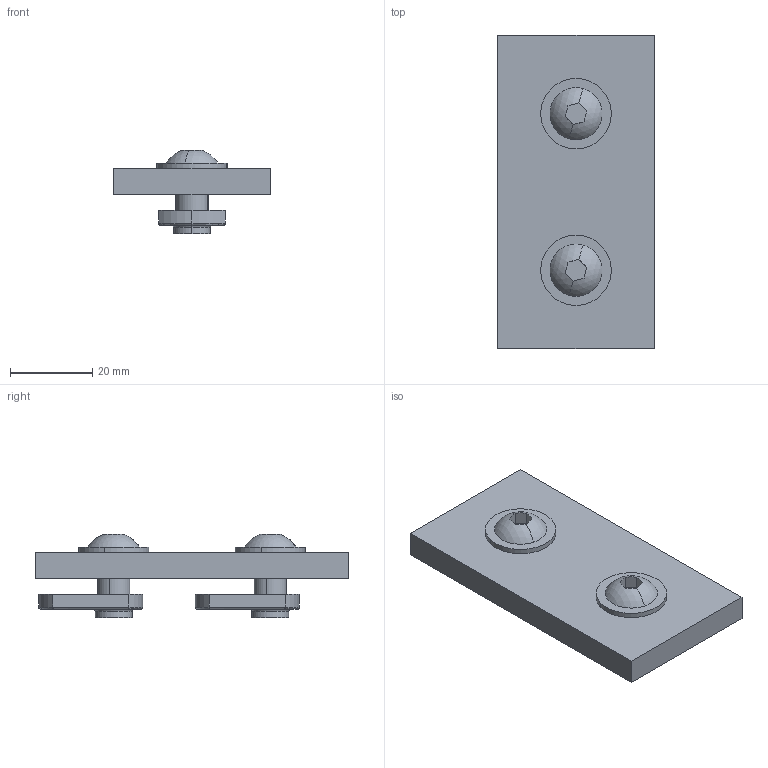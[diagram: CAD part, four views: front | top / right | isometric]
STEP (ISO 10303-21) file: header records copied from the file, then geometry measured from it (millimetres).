
FILE_DESCRIPTION (( 'STEP AP203' ), '1' );
FILE_NAME ('653141.SLDASM.step', '2003-10-13T11:25:54', ( 'Jerry Winters' ), ( 'GoEngineer' ), 'SwSTEP 2.0', 'SolidWorks 2003174', '' );
FILE_SCHEMA (( 'CONFIG_CONTROL_DESIGN' ));
Length unit declared in the file: inch
Products named in the file (5): 653141.SLDASM; Joining Plate (STD)_653141; 651129; 651097; FBHSCS_651134
Assembly tree (5 placements, depth 3):
  653141.SLDASM
    Joining Plate (STD)_653141
    651129  x2
      651097
      FBHSCS_651134
Bounding box: 38.1 x 76.2 x 20.27 mm (x, y, z)
Volume: 22696.1 mm3; surface area: 11600 mm2
Topology: 5 solids, 5 shells, 80 faces, 174 edges, 110 vertices
Faces by surface type: plane 36, cylinder 30, torus 10, sphere 4
Entity records: 1842 total; most frequent: DIRECTION 251, CARTESIAN_POINT 236, ORIENTED_EDGE 198, AXIS2_PLACEMENT_3D 102, EDGE_CURVE 99, VERTEX_POINT 63, EDGE_LOOP 54, CIRCLE 48
